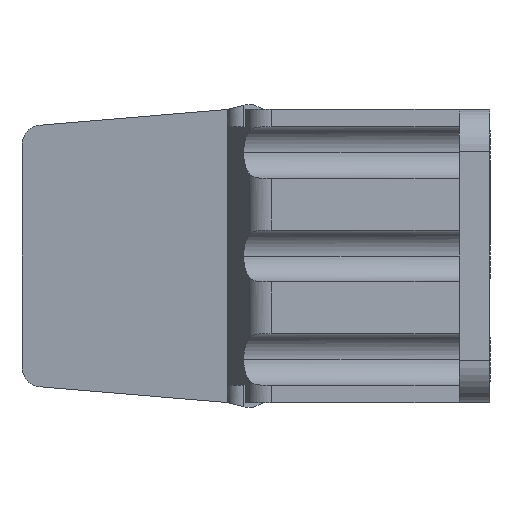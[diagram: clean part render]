
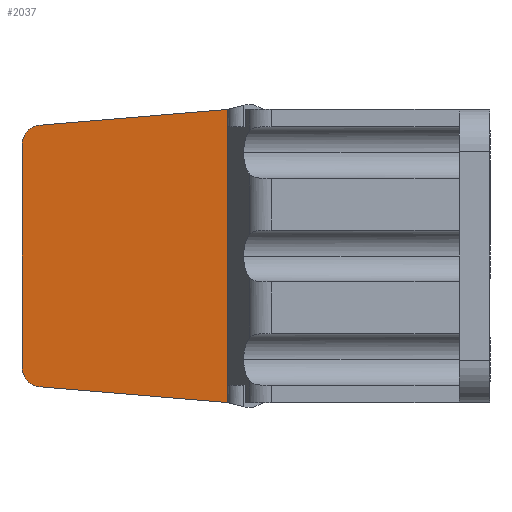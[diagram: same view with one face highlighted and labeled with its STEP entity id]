
A CAD part, front view. The second image highlights one B-rep face of the part: STEP entity #2037.
In plain terms, the highlighted planar face has unit normal (-0.092, -0.996, 0).
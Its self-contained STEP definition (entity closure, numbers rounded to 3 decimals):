
#122=DIRECTION('',(0.,0.,1.));
#123=VECTOR('',#122,11.9);
#124=CARTESIAN_POINT('',(-10.65,-1.225,-5.95));
#125=LINE('',#124,#123);
#198=CARTESIAN_POINT('',(-19.,-0.45,-4.514));
#199=CARTESIAN_POINT('',(-19.,-0.45,-4.637));
#200=CARTESIAN_POINT('',(-18.95,-0.455,
-4.836));
#201=CARTESIAN_POINT('',(-18.8,-0.469,
-5.066));
#202=CARTESIAN_POINT('',(-18.583,-0.489,
-5.235));
#203=CARTESIAN_POINT('',(-18.389,-0.507,
-5.301));
#204=CARTESIAN_POINT('',(-18.267,-0.518,
-5.311));
#206=DIRECTION('',(0.,0.,1.));
#207=VECTOR('',#206,9.029);
#208=CARTESIAN_POINT('',(-19.,-0.45,-4.514));
#209=LINE('',#208,#207);
#210=CARTESIAN_POINT('',(-18.267,-0.518,
5.311));
#211=CARTESIAN_POINT('',(-18.389,-0.507,
5.301));
#212=CARTESIAN_POINT('',(-18.583,-0.489,
5.235));
#213=CARTESIAN_POINT('',(-18.8,-0.469,
5.066));
#214=CARTESIAN_POINT('',(-18.95,-0.455,
4.836));
#215=CARTESIAN_POINT('',(-19.,-0.45,4.637));
#216=CARTESIAN_POINT('',(-19.,-0.45,4.514));
#218=DIRECTION('',(-0.992,0.092,-0.083));
#219=VECTOR('',#218,7.676);
#220=CARTESIAN_POINT('',(-10.65,-1.225,5.95));
#221=LINE('',#220,#219);
#222=DIRECTION('',(0.992,-0.092,-0.083));
#223=VECTOR('',#222,7.676);
#224=CARTESIAN_POINT('',(-18.267,-0.518,
-5.311));
#225=LINE('',#224,#223);
#1532=CARTESIAN_POINT('',(-10.65,-1.225,-5.95));
#1534=VERTEX_POINT('',#1532);
#1537=CARTESIAN_POINT('',(-10.65,-1.225,5.95));
#1539=VERTEX_POINT('',#1537);
#1540=VERTEX_POINT('',#198);
#1541=VERTEX_POINT('',#204);
#1546=CARTESIAN_POINT('',(-18.267,-0.518,
5.311));
#1548=VERTEX_POINT('',#1546);
#1550=VERTEX_POINT('',#216);
#2019=CARTESIAN_POINT('',(-19.,-0.45,-5.95));
#2020=DIRECTION('',(-0.092,-0.996,0.));
#2021=DIRECTION('',(0.996,-0.092,0.));
#2022=AXIS2_PLACEMENT_3D('',#2019,#2020,#2021);
#2023=PLANE('',#2022);
#2025=ORIENTED_EDGE('',*,*,#2024,.F.);
#2027=ORIENTED_EDGE('',*,*,#2026,.T.);
#2029=ORIENTED_EDGE('',*,*,#2028,.F.);
#2031=ORIENTED_EDGE('',*,*,#2030,.F.);
#2032=ORIENTED_EDGE('',*,*,#1980,.F.);
#2034=ORIENTED_EDGE('',*,*,#2033,.F.);
#2035=EDGE_LOOP('',(#2025,#2027,#2029,#2031,#2032,#2034));
#2036=FACE_OUTER_BOUND('',#2035,.F.);
#2037=ADVANCED_FACE('',(#2036),#2023,.T.);
#205=B_SPLINE_CURVE_WITH_KNOTS('',3,(#198,#199,#200,#201,#202,#203,#204),
.UNSPECIFIED.,.F.,.F.,(4,1,1,1,4),(0.,0.25,0.5,0.75,1.),
.UNSPECIFIED.);
#217=B_SPLINE_CURVE_WITH_KNOTS('',3,(#210,#211,#212,#213,#214,#215,#216),
.UNSPECIFIED.,.F.,.F.,(4,1,1,1,4),(0.,0.25,0.5,0.75,1.),
.UNSPECIFIED.);
#1980=EDGE_CURVE('',#1534,#1539,#125,.T.);
#2024=EDGE_CURVE('',#1540,#1541,#205,.T.);
#2026=EDGE_CURVE('',#1540,#1550,#209,.T.);
#2028=EDGE_CURVE('',#1548,#1550,#217,.T.);
#2030=EDGE_CURVE('',#1539,#1548,#221,.T.);
#2033=EDGE_CURVE('',#1541,#1534,#225,.T.);
